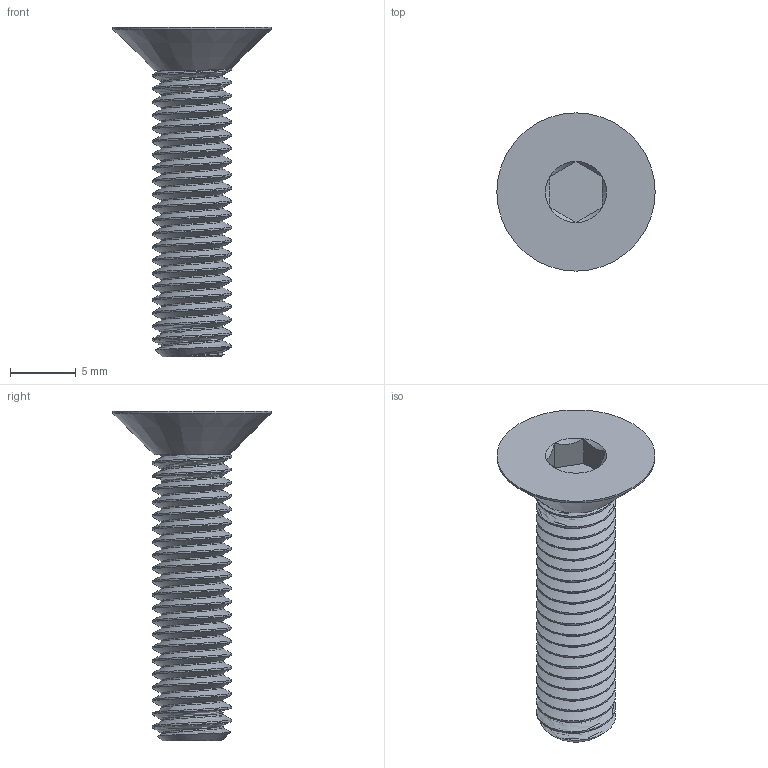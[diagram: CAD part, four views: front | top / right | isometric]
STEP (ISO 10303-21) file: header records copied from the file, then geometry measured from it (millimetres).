
FILE_DESCRIPTION(/* description */ ('STEP AP203'),/* implementation_level */ '2;1');
FILE_NAME(/* name */ 'screws_25mm_m6x1_ext.stp',/* time_stamp */ '2022-12-09T16:44:26+01:00',/* author */ ('Rik Ubaghs'),/* organization */ ('Managed by Terraform'),/* preprocessor_version */ 'ST-DEVELOPER v18.1',/* originating_system */ 'Autodesk Inventor 2021',/* authorisation */ '');
FILE_SCHEMA (('AUTOMOTIVE_DESIGN { 1 0 10303 214 3 1 1 }'));
Length unit declared in the file: millimetre
Products named in the file (1): screws_25mm_m6x1_ext
Bounding box: 12 x 12 x 25 mm (x, y, z)
Volume: 677.4 mm3; surface area: 928.2 mm2
Topology: 1 solids, 1 shells, 66 faces, 179 edges, 116 vertices
Faces by surface type: cylinder 46, plane 10, cone 8, bspline 2
Full cylindrical faces by diameter (mm): 4.701 x21, 6 x20, 12 x1
Entity records: 8840 total; most frequent: CARTESIAN_POINT 7382, ORIENTED_EDGE 358, DIRECTION 226, EDGE_CURVE 179, VERTEX_POINT 116, AXIS2_PLACEMENT_3D 84, EDGE_LOOP 67, FACE_OUTER_BOUND 66
